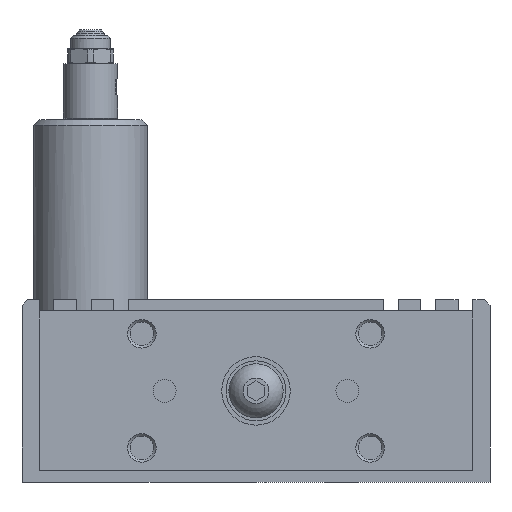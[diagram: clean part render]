
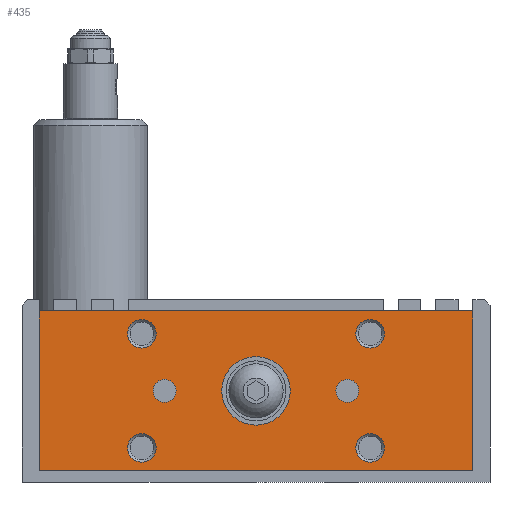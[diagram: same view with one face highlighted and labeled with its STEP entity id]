
A CAD part, left-side view. The second image highlights one B-rep face of the part: STEP entity #435.
In plain terms, the highlighted planar face has unit normal (-1, 0, 0).
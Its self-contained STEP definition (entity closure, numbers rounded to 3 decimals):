
#435 = ADVANCED_FACE( '', ( #1108, #1109, #1110, #1111, #1112, #1113, #1114, #1115 ), #1116, .F. );
#1108 = FACE_BOUND( '', #2100, .T. );
#1109 = FACE_BOUND( '', #2101, .T. );
#1110 = FACE_BOUND( '', #2102, .T. );
#1111 = FACE_BOUND( '', #2103, .T. );
#1112 = FACE_BOUND( '', #2104, .T. );
#1113 = FACE_BOUND( '', #2105, .T. );
#1114 = FACE_BOUND( '', #2106, .T. );
#1115 = FACE_OUTER_BOUND( '', #2107, .T. );
#1116 = PLANE( '', #2108 );
#2100 = EDGE_LOOP( '', ( #3319 ) );
#2101 = EDGE_LOOP( '', ( #3320 ) );
#2102 = EDGE_LOOP( '', ( #3321 ) );
#2103 = EDGE_LOOP( '', ( #3322 ) );
#2104 = EDGE_LOOP( '', ( #3323 ) );
#2105 = EDGE_LOOP( '', ( #3324 ) );
#2106 = EDGE_LOOP( '', ( #3325 ) );
#2107 = EDGE_LOOP( '', ( #3326, #3327, #3328, #3329 ) );
#2108 = AXIS2_PLACEMENT_3D( '', #3330, #3331, #3332 );
#3319 = ORIENTED_EDGE( '', *, *, #5201, .F. );
#3320 = ORIENTED_EDGE( '', *, *, #5202, .T. );
#3321 = ORIENTED_EDGE( '', *, *, #5203, .T. );
#3322 = ORIENTED_EDGE( '', *, *, #5204, .F. );
#3323 = ORIENTED_EDGE( '', *, *, #5205, .F. );
#3324 = ORIENTED_EDGE( '', *, *, #5032, .T. );
#3325 = ORIENTED_EDGE( '', *, *, #5206, .T. );
#3326 = ORIENTED_EDGE( '', *, *, #5207, .F. );
#3327 = ORIENTED_EDGE( '', *, *, #5208, .F. );
#3328 = ORIENTED_EDGE( '', *, *, #5165, .F. );
#3329 = ORIENTED_EDGE( '', *, *, #5209, .F. );
#3330 = CARTESIAN_POINT( '', ( -61., 38., 30. ) );
#3331 = DIRECTION( '', ( 1., 0., 0. ) );
#3332 = DIRECTION( '', ( 0., 0., 1. ) );
#5032 = EDGE_CURVE( '', #5887, #5887, #5888, .T. );
#5165 = EDGE_CURVE( '', #6105, #6107, #6108, .T. );
#5201 = EDGE_CURVE( '', #6166, #6166, #6167, .T. );
#5202 = EDGE_CURVE( '', #6168, #6168, #6169, .T. );
#5203 = EDGE_CURVE( '', #6170, #6170, #6171, .T. );
#5204 = EDGE_CURVE( '', #6172, #6172, #6173, .T. );
#5205 = EDGE_CURVE( '', #6174, #6174, #6175, .T. );
#5206 = EDGE_CURVE( '', #6176, #6176, #6177, .T. );
#5207 = EDGE_CURVE( '', #6178, #6179, #6180, .T. );
#5208 = EDGE_CURVE( '', #6107, #6178, #6181, .T. );
#5209 = EDGE_CURVE( '', #6179, #6105, #6182, .T. );
#5887 = VERTEX_POINT( '', #7261 );
#5888 = CIRCLE( '', #7262, 2.5 );
#6105 = VERTEX_POINT( '', #7637 );
#6107 = VERTEX_POINT( '', #7640 );
#6108 = LINE( '', #7641, #7642 );
#6166 = VERTEX_POINT( '', #7735 );
#6167 = CIRCLE( '', #7736, 2.01 );
#6168 = VERTEX_POINT( '', #7737 );
#6169 = CIRCLE( '', #7738, 2.01 );
#6170 = VERTEX_POINT( '', #7739 );
#6171 = CIRCLE( '', #7740, 2.5 );
#6172 = VERTEX_POINT( '', #7741 );
#6173 = CIRCLE( '', #7742, 2.5 );
#6174 = VERTEX_POINT( '', #7743 );
#6175 = CIRCLE( '', #7744, 2.5 );
#6176 = VERTEX_POINT( '', #7745 );
#6177 = CIRCLE( '', #7746, 6. );
#6178 = VERTEX_POINT( '', #7747 );
#6179 = VERTEX_POINT( '', #7748 );
#6180 = LINE( '', #7749, #7750 );
#6181 = LINE( '', #7751, #7752 );
#6182 = LINE( '', #7753, #7754 );
#7261 = CARTESIAN_POINT( '', ( -61., -17.5, 26. ) );
#7262 = AXIS2_PLACEMENT_3D( '', #8902, #8903, #8904 );
#7637 = CARTESIAN_POINT( '', ( -61., -38., 30. ) );
#7640 = CARTESIAN_POINT( '', ( -61., -38., 2. ) );
#7641 = CARTESIAN_POINT( '', ( -61., -38., 30. ) );
#7642 = VECTOR( '', #9087, 1000. );
#7735 = CARTESIAN_POINT( '', ( -61., 13.99, 16. ) );
#7736 = AXIS2_PLACEMENT_3D( '', #9132, #9133, #9134 );
#7737 = CARTESIAN_POINT( '', ( -61., -13.99, 16. ) );
#7738 = AXIS2_PLACEMENT_3D( '', #9135, #9136, #9137 );
#7739 = CARTESIAN_POINT( '', ( -61., 17.5, 6. ) );
#7740 = AXIS2_PLACEMENT_3D( '', #9138, #9139, #9140 );
#7741 = CARTESIAN_POINT( '', ( -61., -17.5, 6. ) );
#7742 = AXIS2_PLACEMENT_3D( '', #9141, #9142, #9143 );
#7743 = CARTESIAN_POINT( '', ( -61., 17.5, 26. ) );
#7744 = AXIS2_PLACEMENT_3D( '', #9144, #9145, #9146 );
#7745 = CARTESIAN_POINT( '', ( -61., 6., 16. ) );
#7746 = AXIS2_PLACEMENT_3D( '', #9147, #9148, #9149 );
#7747 = CARTESIAN_POINT( '', ( -61., 38., 2. ) );
#7748 = CARTESIAN_POINT( '', ( -61., 38., 30. ) );
#7749 = CARTESIAN_POINT( '', ( -61., 38., 2. ) );
#7750 = VECTOR( '', #9150, 1000. );
#7751 = CARTESIAN_POINT( '', ( -61., -38., 2. ) );
#7752 = VECTOR( '', #9151, 1000. );
#7753 = CARTESIAN_POINT( '', ( -61., 38., 30. ) );
#7754 = VECTOR( '', #9152, 1000. );
#8902 = CARTESIAN_POINT( '', ( -61., -20., 26. ) );
#8903 = DIRECTION( '', ( 1., 0., 0. ) );
#8904 = DIRECTION( '', ( 0., 1., 0. ) );
#9087 = DIRECTION( '', ( 0., 0., -1. ) );
#9132 = CARTESIAN_POINT( '', ( -61., 16., 16. ) );
#9133 = DIRECTION( '', ( -1., 0., 0. ) );
#9134 = DIRECTION( '', ( 0., -1., 0. ) );
#9135 = CARTESIAN_POINT( '', ( -61., -16., 16. ) );
#9136 = DIRECTION( '', ( 1., 0., 0. ) );
#9137 = DIRECTION( '', ( 0., 1., 0. ) );
#9138 = CARTESIAN_POINT( '', ( -61., 20., 6. ) );
#9139 = DIRECTION( '', ( 1., 0., 0. ) );
#9140 = DIRECTION( '', ( 0., -1., 0. ) );
#9141 = CARTESIAN_POINT( '', ( -61., -20., 6. ) );
#9142 = DIRECTION( '', ( -1., 0., 0. ) );
#9143 = DIRECTION( '', ( 0., 1., 0. ) );
#9144 = CARTESIAN_POINT( '', ( -61., 20., 26. ) );
#9145 = DIRECTION( '', ( -1., 0., 0. ) );
#9146 = DIRECTION( '', ( 0., -1., 0. ) );
#9147 = CARTESIAN_POINT( '', ( -61., 0., 16. ) );
#9148 = DIRECTION( '', ( 1., 0., 0. ) );
#9149 = DIRECTION( '', ( 0., 1., 0. ) );
#9150 = DIRECTION( '', ( 0., 0., 1. ) );
#9151 = DIRECTION( '', ( 0., 1., 0. ) );
#9152 = DIRECTION( '', ( 0., -1., 0. ) );
